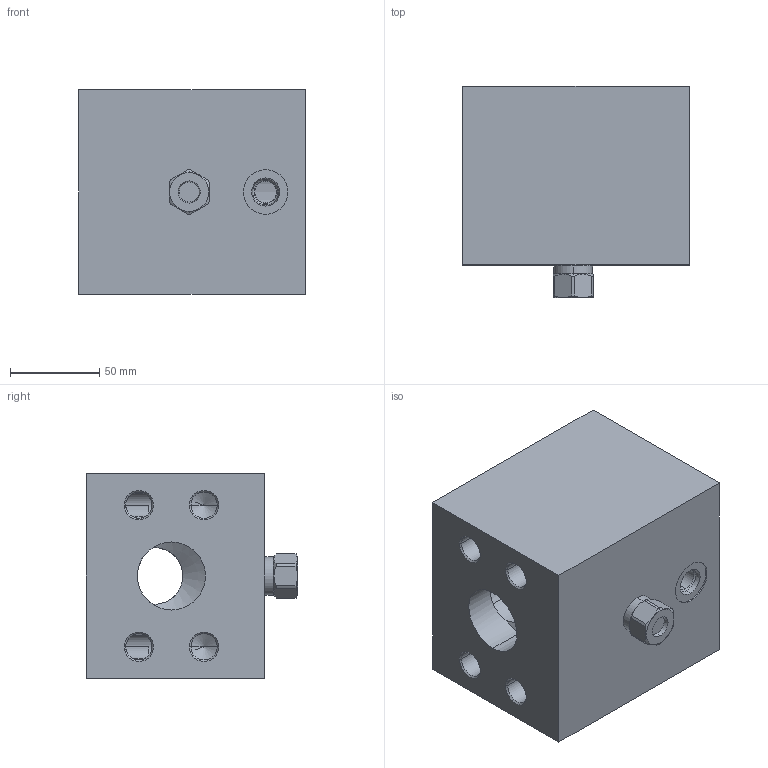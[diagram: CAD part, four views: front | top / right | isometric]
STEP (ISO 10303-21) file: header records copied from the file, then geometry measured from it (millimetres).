
FILE_DESCRIPTION((''),'2;1');
FILE_NAME('KG6_ASM','2020-02-19T',('ProEService'),(''),'PRO/ENGINEER BY PARAMETRIC TECHNOLOGY CORPORATION, 2014200','PRO/ENGINEER BY PARAMETRIC TECHNOLOGY CORPORATION, 2014200','');
FILE_SCHEMA(('CONFIG_CONTROL_DESIGN'));
Length unit declared in the file: inch
Products named in the file (3): 159-448-001; CSAAEXN; KG6_ASM
Assembly tree (2 placements, depth 2):
  KG6_ASM
    159-448-001
    CSAAEXN
Bounding box: 127 x 118.29 x 114.3 mm (x, y, z)
Volume: 1166449.3 mm3; surface area: 120714.4 mm2
Topology: 3 solids, 5 shells, 314 faces, 977 edges, 774 vertices
Faces by surface type: cylinder 138, cone 98, plane 41, torus 31, revolution 6
Entity records: 12510 total; most frequent: CARTESIAN_POINT 3911, DIRECTION 1859, ORIENTED_EDGE 1488, EDGE_CURVE 744, AXIS2_PLACEMENT_3D 692, VECTOR 469, LINE 469, VERTEX_POINT 458
